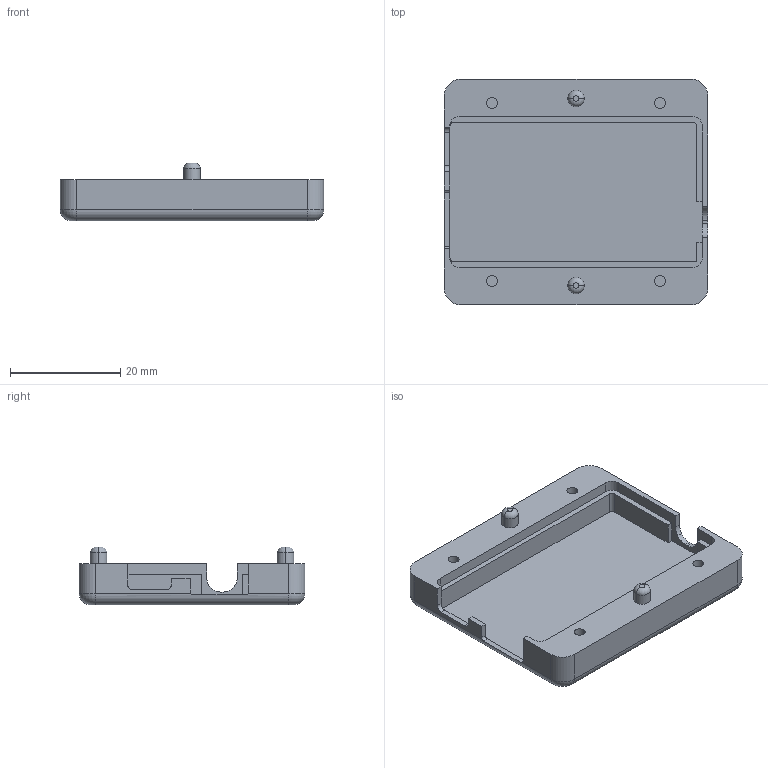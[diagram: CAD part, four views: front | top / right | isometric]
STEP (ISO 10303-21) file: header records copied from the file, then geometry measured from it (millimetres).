
FILE_DESCRIPTION (( 'STEP AP214' ), '1' );
FILE_NAME ('Reach_case_top_Rev_E.STEP', '2016-04-08T10:51:01', ( 'Lex' ), ( '' ), 'SwSTEP 2.0', 'SolidWorks 2016', '' );
FILE_SCHEMA (( 'AUTOMOTIVE_DESIGN' ));
Length unit declared in the file: millimetre
Products named in the file (1): Reach_case_top_Rev_E
Bounding box: 47.9 x 41 x 10.5 mm (x, y, z)
Volume: 7248.9 mm3; surface area: 5877.6 mm2
Topology: 1 solids, 1 shells, 80 faces, 204 edges, 132 vertices
Faces by surface type: plane 37, cylinder 35, torus 8
Entity records: 2476 total; most frequent: DIRECTION 440, CARTESIAN_POINT 439, ORIENTED_EDGE 408, EDGE_CURVE 204, AXIS2_PLACEMENT_3D 161, VERTEX_POINT 132, VECTOR 118, LINE 118
